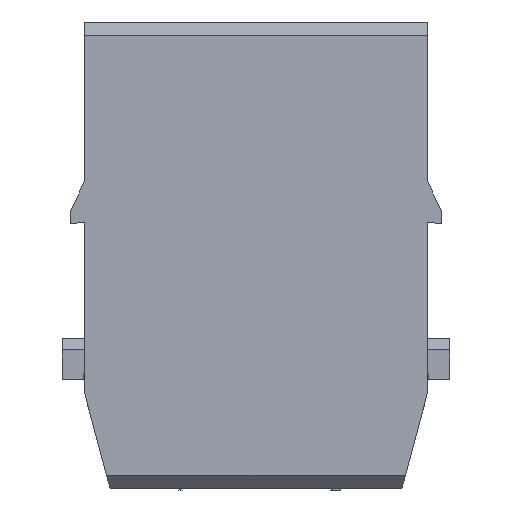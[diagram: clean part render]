
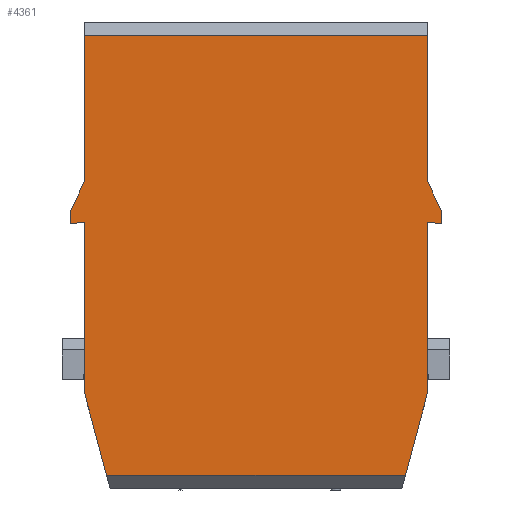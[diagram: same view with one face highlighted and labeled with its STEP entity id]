
A CAD part, front view. The second image highlights one B-rep face of the part: STEP entity #4361.
In plain terms, the highlighted planar face has unit normal (0, -1, 0).
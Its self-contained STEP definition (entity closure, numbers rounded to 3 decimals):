
#194=DIRECTION('',(0.,0.,-1.));
#195=VECTOR('',#194,15.2);
#196=CARTESIAN_POINT('',(-15.15,-7.3,13.5));
#197=LINE('',#196,#195);
#218=DIRECTION('',(-1.,0.,0.));
#219=VECTOR('',#218,30.3);
#220=CARTESIAN_POINT('',(15.15,-7.3,30.));
#221=LINE('',#220,#219);
#234=DIRECTION('',(0.,0.,1.));
#235=VECTOR('',#234,12.837);
#236=CARTESIAN_POINT('',(15.15,-7.3,17.163));
#237=LINE('',#236,#235);
#358=DIRECTION('',(1.,0.,0.));
#359=VECTOR('',#358,26.443);
#360=CARTESIAN_POINT('',(-13.221,-7.3,-8.9));
#361=LINE('',#360,#359);
#926=DIRECTION('',(0.419,0.,-0.908));
#927=VECTOR('',#926,3.099);
#928=CARTESIAN_POINT('',(15.15,-7.3,17.163));
#929=LINE('',#928,#927);
#930=DIRECTION('',(-0.993,0.,0.115));
#931=VECTOR('',#930,1.309);
#932=CARTESIAN_POINT('',(16.45,-7.3,13.35));
#933=LINE('',#932,#931);
#934=DIRECTION('',(0.,0.,-1.));
#935=VECTOR('',#934,15.2);
#936=CARTESIAN_POINT('',(15.15,-7.3,13.5));
#937=LINE('',#936,#935);
#938=DIRECTION('',(-0.259,0.,-0.966));
#939=VECTOR('',#938,7.454);
#940=CARTESIAN_POINT('',(15.15,-7.3,-1.7));
#941=LINE('',#940,#939);
#942=DIRECTION('',(-0.259,0.,0.966));
#943=VECTOR('',#942,7.454);
#944=CARTESIAN_POINT('',(-13.221,-7.3,-8.9));
#945=LINE('',#944,#943);
#946=DIRECTION('',(-0.993,0.,-0.115));
#947=VECTOR('',#946,1.309);
#948=CARTESIAN_POINT('',(-15.15,-7.3,13.5));
#949=LINE('',#948,#947);
#950=DIRECTION('',(0.,0.,1.));
#951=VECTOR('',#950,1.);
#952=CARTESIAN_POINT('',(-16.45,-7.3,13.35));
#953=LINE('',#952,#951);
#954=DIRECTION('',(0.419,0.,0.908));
#955=VECTOR('',#954,3.099);
#956=CARTESIAN_POINT('',(-16.45,-7.3,14.35));
#957=LINE('',#956,#955);
#958=DIRECTION('',(0.,0.,1.));
#959=VECTOR('',#958,12.837);
#960=CARTESIAN_POINT('',(-15.15,-7.3,17.163));
#961=LINE('',#960,#959);
#994=DIRECTION('',(0.,0.,1.));
#995=VECTOR('',#994,1.);
#996=CARTESIAN_POINT('',(16.45,-7.3,13.35));
#997=LINE('',#996,#995);
#2772=CARTESIAN_POINT('',(-15.15,-7.3,30.));
#2773=VERTEX_POINT('',#2772);
#2774=CARTESIAN_POINT('',(-15.15,-7.3,17.163));
#2775=VERTEX_POINT('',#2774);
#2780=CARTESIAN_POINT('',(-15.15,-7.3,13.5));
#2781=VERTEX_POINT('',#2780);
#2782=CARTESIAN_POINT('',(-15.15,-7.3,-1.7));
#2783=VERTEX_POINT('',#2782);
#2852=CARTESIAN_POINT('',(15.15,-7.3,-1.7));
#2853=VERTEX_POINT('',#2852);
#2854=CARTESIAN_POINT('',(15.15,-7.3,13.5));
#2855=VERTEX_POINT('',#2854);
#2860=CARTESIAN_POINT('',(15.15,-7.3,17.163));
#2861=VERTEX_POINT('',#2860);
#2862=CARTESIAN_POINT('',(15.15,-7.3,30.));
#2863=VERTEX_POINT('',#2862);
#2896=CARTESIAN_POINT('',(-13.221,-7.3,-8.9));
#2897=VERTEX_POINT('',#2896);
#2898=CARTESIAN_POINT('',(13.221,-7.3,-8.9));
#2899=VERTEX_POINT('',#2898);
#2900=CARTESIAN_POINT('',(16.45,-7.3,14.35));
#2901=VERTEX_POINT('',#2900);
#2902=CARTESIAN_POINT('',(16.45,-7.3,13.35));
#2903=VERTEX_POINT('',#2902);
#2904=CARTESIAN_POINT('',(-16.45,-7.3,13.35));
#2905=VERTEX_POINT('',#2904);
#2906=CARTESIAN_POINT('',(-16.45,-7.3,14.35));
#2907=VERTEX_POINT('',#2906);
#4334=CARTESIAN_POINT('',(-15.15,-7.3,0.));
#4335=DIRECTION('',(0.,-1.,0.));
#4336=DIRECTION('',(1.,0.,0.));
#4337=AXIS2_PLACEMENT_3D('',#4334,#4335,#4336);
#4338=PLANE('',#4337);
#4339=ORIENTED_EDGE('',*,*,#3370,.F.);
#4340=ORIENTED_EDGE('',*,*,#3403,.F.);
#4342=ORIENTED_EDGE('',*,*,#4341,.T.);
#4344=ORIENTED_EDGE('',*,*,#4343,.F.);
#4346=ORIENTED_EDGE('',*,*,#4345,.T.);
#4347=ORIENTED_EDGE('',*,*,#3395,.T.);
#4348=ORIENTED_EDGE('',*,*,#3547,.T.);
#4349=ORIENTED_EDGE('',*,*,#3566,.F.);
#4350=ORIENTED_EDGE('',*,*,#3517,.T.);
#4351=ORIENTED_EDGE('',*,*,#3332,.F.);
#4353=ORIENTED_EDGE('',*,*,#4352,.T.);
#4355=ORIENTED_EDGE('',*,*,#4354,.T.);
#4357=ORIENTED_EDGE('',*,*,#4356,.T.);
#4358=ORIENTED_EDGE('',*,*,#3324,.T.);
#4359=EDGE_LOOP('',(#4339,#4340,#4342,#4344,#4346,#4347,#4348,#4349,#4350,#4351,
#4353,#4355,#4357,#4358));
#4360=FACE_OUTER_BOUND('',#4359,.F.);
#4361=ADVANCED_FACE('',(#4360),#4338,.T.);
#3324=EDGE_CURVE('',#2775,#2773,#961,.T.);
#3332=EDGE_CURVE('',#2781,#2783,#197,.T.);
#3370=EDGE_CURVE('',#2863,#2773,#221,.T.);
#3395=EDGE_CURVE('',#2855,#2853,#937,.T.);
#3403=EDGE_CURVE('',#2861,#2863,#237,.T.);
#3517=EDGE_CURVE('',#2897,#2783,#945,.T.);
#3547=EDGE_CURVE('',#2853,#2899,#941,.T.);
#3566=EDGE_CURVE('',#2897,#2899,#361,.T.);
#4341=EDGE_CURVE('',#2861,#2901,#929,.T.);
#4343=EDGE_CURVE('',#2903,#2901,#997,.T.);
#4345=EDGE_CURVE('',#2903,#2855,#933,.T.);
#4352=EDGE_CURVE('',#2781,#2905,#949,.T.);
#4354=EDGE_CURVE('',#2905,#2907,#953,.T.);
#4356=EDGE_CURVE('',#2907,#2775,#957,.T.);
